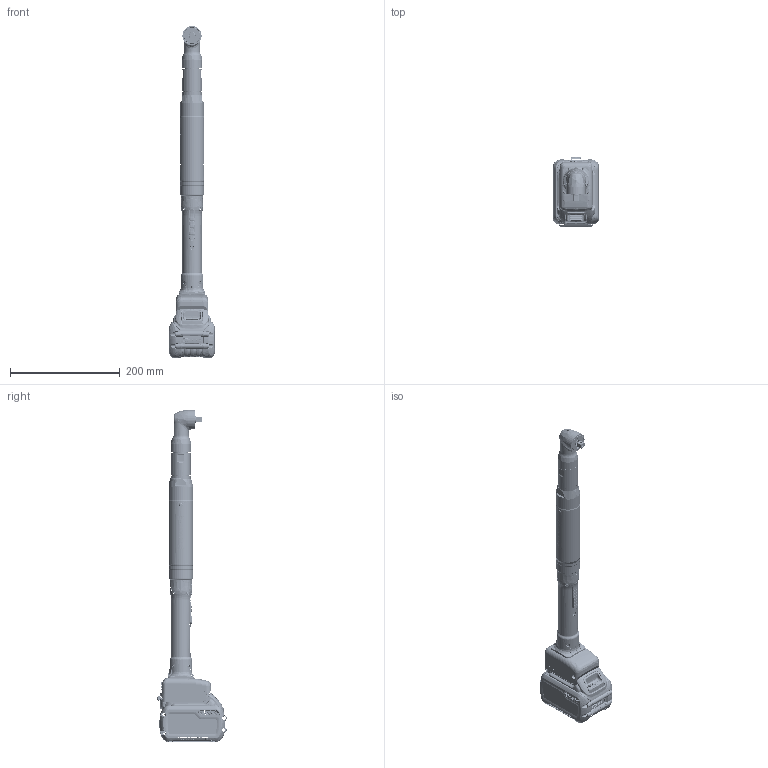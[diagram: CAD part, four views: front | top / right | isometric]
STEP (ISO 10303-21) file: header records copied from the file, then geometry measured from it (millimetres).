
FILE_DESCRIPTION((''),'2;1');
FILE_NAME('B33LA18-48','2018-08-08T',('TAS0721'),(''),'PRO/ENGINEER BY PARAMETRIC TECHNOLOGY CORPORATION, 2016360','PRO/ENGINEER BY PARAMETRIC TECHNOLOGY CORPORATION, 2016360','');
FILE_SCHEMA(('CONFIG_CONTROL_DESIGN'));
Length unit declared in the file: inch
Products named in the file (1): B33LA18-48
Bounding box: 82 x 126.5 x 604.96 mm (x, y, z)
Surface area: 275369 mm2 (no closed solid volume)
Topology: 0 solids, 700 shells, 3285 faces, 16976 edges, 14056 vertices
Faces by surface type: cylinder 1007, bspline 871, plane 829, cone 289, torus 176, extrusion 109, sphere 4
Entity records: 257089 total; most frequent: CARTESIAN_POINT 144392, ORIENTED_EDGE 21463, DIRECTION 17579, EDGE_CURVE 16968, VERTEX_POINT 14056, B_SPLINE_CURVE_WITH_KNOTS 7482, VECTOR 6439, LINE 6330
